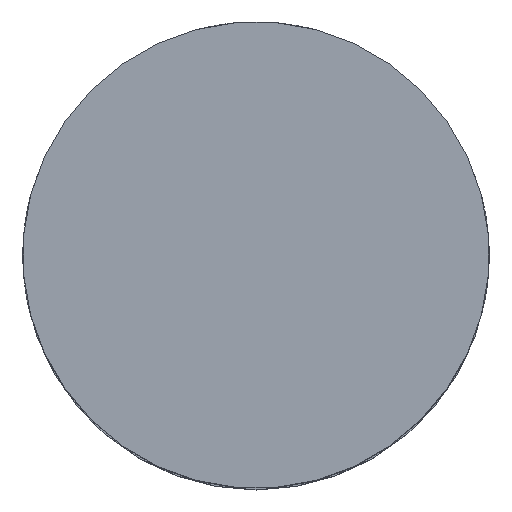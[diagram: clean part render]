
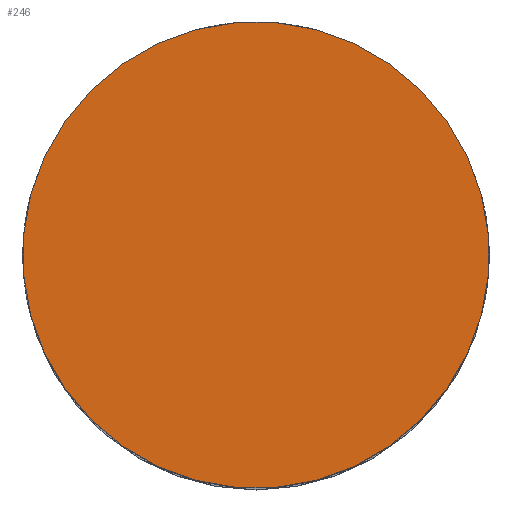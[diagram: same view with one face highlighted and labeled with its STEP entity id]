
A CAD part, top view. The second image highlights one B-rep face of the part: STEP entity #246.
In plain terms, the highlighted planar face has unit normal (0, 0, 1).
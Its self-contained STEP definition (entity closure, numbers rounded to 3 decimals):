
#34=CIRCLE('',#281,7.5);
#46=PLANE('',#282);
#55=FACE_OUTER_BOUND('',#75,.T.);
#75=EDGE_LOOP('',(#193));
#127=VERTEX_POINT('',#478);
#150=EDGE_CURVE('',#127,#127,#34,.T.);
#193=ORIENTED_EDGE('',*,*,#150,.F.);
#246=ADVANCED_FACE('',(#55),#46,.T.);
#281=AXIS2_PLACEMENT_3D('',#479,#323,#324);
#282=AXIS2_PLACEMENT_3D('',#557,#326,#327);
#323=DIRECTION('center_axis',(0.,0.,
-1.));
#324=DIRECTION('ref_axis',(-0.574,0.819,0.));
#326=DIRECTION('center_axis',(0.,0.,
1.));
#327=DIRECTION('ref_axis',(-0.574,0.819,0.));
#478=CARTESIAN_POINT('',(536.385,96.815,15.));
#479=CARTESIAN_POINT('Origin',(532.083,102.959,15.));
#557=CARTESIAN_POINT('Origin',(532.083,102.959,15.));
